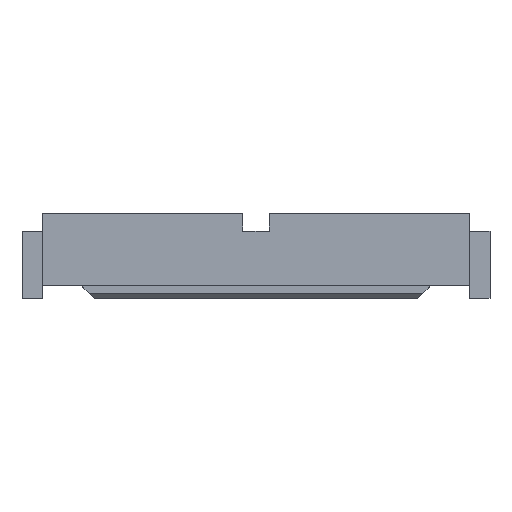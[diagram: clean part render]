
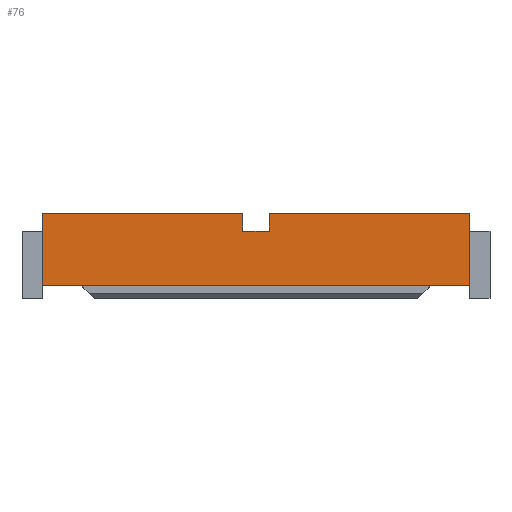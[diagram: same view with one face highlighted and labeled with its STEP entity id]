
A CAD part, top view. The second image highlights one B-rep face of the part: STEP entity #76.
In plain terms, the highlighted planar face has unit normal (0, 0, 1).
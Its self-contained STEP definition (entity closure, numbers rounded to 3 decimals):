
#76=ADVANCED_FACE('',(#162),#120,.T.);
#120=PLANE('',#924);
#162=FACE_OUTER_BOUND('',#199,.T.);
#199=EDGE_LOOP('',(#292,#293,#294,#295,#296,#297,#298,#299));
#292=ORIENTED_EDGE('',*,*,#597,.F.);
#293=ORIENTED_EDGE('',*,*,#598,.F.);
#294=ORIENTED_EDGE('',*,*,#599,.F.);
#295=ORIENTED_EDGE('',*,*,#600,.F.);
#296=ORIENTED_EDGE('',*,*,#601,.F.);
#297=ORIENTED_EDGE('',*,*,#602,.F.);
#298=ORIENTED_EDGE('',*,*,#589,.F.);
#299=ORIENTED_EDGE('',*,*,#593,.F.);
#502=VERTEX_POINT('',#1238);
#503=VERTEX_POINT('',#1240);
#505=VERTEX_POINT('',#1246);
#507=VERTEX_POINT('',#1254);
#508=VERTEX_POINT('',#1258);
#509=VERTEX_POINT('',#1260);
#510=VERTEX_POINT('',#1262);
#511=VERTEX_POINT('',#1264);
#589=EDGE_CURVE('',#502,#503,#709,.T.);
#593=EDGE_CURVE('',#505,#502,#713,.T.);
#597=EDGE_CURVE('',#507,#505,#717,.T.);
#598=EDGE_CURVE('',#508,#507,#718,.T.);
#599=EDGE_CURVE('',#509,#508,#719,.T.);
#600=EDGE_CURVE('',#510,#509,#720,.T.);
#601=EDGE_CURVE('',#511,#510,#721,.T.);
#602=EDGE_CURVE('',#503,#511,#722,.T.);
#709=LINE('',#1239,#825);
#713=LINE('',#1247,#829);
#717=LINE('',#1255,#833);
#718=LINE('',#1257,#834);
#719=LINE('',#1259,#835);
#720=LINE('',#1261,#836);
#721=LINE('',#1263,#837);
#722=LINE('',#1265,#838);
#825=VECTOR('',#1010,1.);
#829=VECTOR('',#1016,1.);
#833=VECTOR('',#1024,1.);
#834=VECTOR('',#1027,1.);
#835=VECTOR('',#1028,1.);
#836=VECTOR('',#1029,1.);
#837=VECTOR('',#1030,1.);
#838=VECTOR('',#1031,1.);
#924=AXIS2_PLACEMENT_3D('',#1266,#1032,#1033);
#1010=DIRECTION('',(0.,-1.,0.));
#1016=DIRECTION('',(1.,0.,0.));
#1024=DIRECTION('',(0.,1.,0.));
#1027=DIRECTION('',(1.,0.,0.));
#1028=DIRECTION('',(0.,-1.,0.));
#1029=DIRECTION('',(1.,0.,0.));
#1030=DIRECTION('',(0.,1.,0.));
#1031=DIRECTION('',(-1.,0.,0.));
#1032=DIRECTION('',(0.,0.,1.));
#1033=DIRECTION('',(1.,0.,0.));
#1238=CARTESIAN_POINT('',(81.82,13.7,1.3));
#1239=CARTESIAN_POINT('',(81.82,13.7,1.3));
#1240=CARTESIAN_POINT('',(81.82,0.,1.3));
#1246=CARTESIAN_POINT('',(43.435,13.7,1.3));
#1247=CARTESIAN_POINT('',(43.435,13.7,1.3));
#1254=CARTESIAN_POINT('',(43.435,10.35,1.3));
#1255=CARTESIAN_POINT('',(43.435,10.35,1.3));
#1257=CARTESIAN_POINT('',(38.385,10.35,1.3));
#1258=CARTESIAN_POINT('',(38.385,10.35,1.3));
#1259=CARTESIAN_POINT('',(38.385,13.7,1.3));
#1260=CARTESIAN_POINT('',(38.385,13.7,1.3));
#1261=CARTESIAN_POINT('',(0.,13.7,1.3));
#1262=CARTESIAN_POINT('',(0.,13.7,1.3));
#1263=CARTESIAN_POINT('',(0.,0.,1.3));
#1264=CARTESIAN_POINT('',(0.,0.,1.3));
#1265=CARTESIAN_POINT('',(81.82,0.,1.3));
#1266=CARTESIAN_POINT('',(-4.091,-0.685,1.3));
